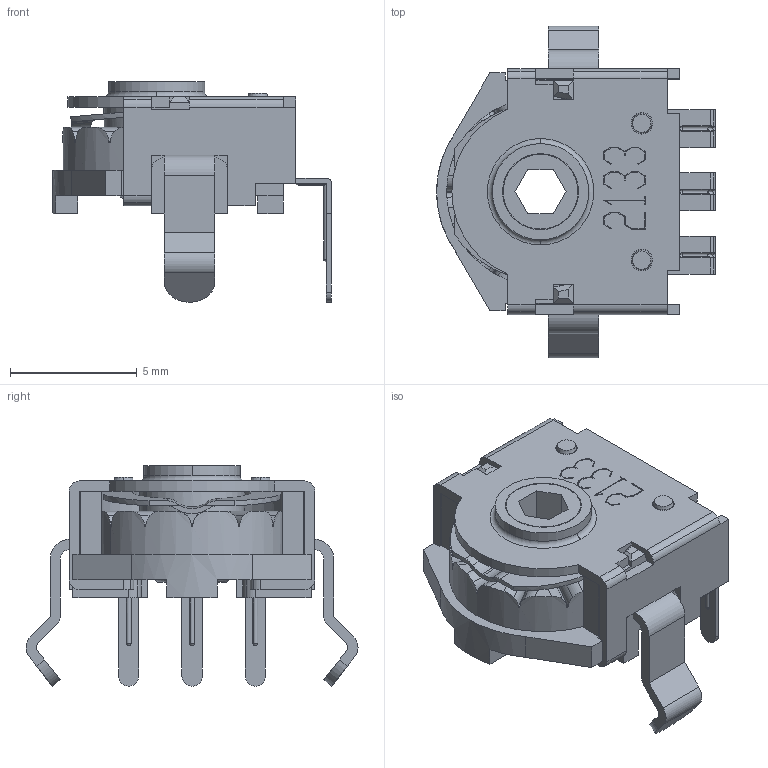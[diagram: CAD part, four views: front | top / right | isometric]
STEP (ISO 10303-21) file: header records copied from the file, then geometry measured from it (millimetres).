
FILE_DESCRIPTION (( 'STEP AP214' ), '1' );
FILE_NAME ('EN10HT1212N5HH3.STEP', '2024-08-22T13:08:53', ( '' ), ( '' ), 'SwSTEP 2.0', 'SolidWorks 2023', '' );
FILE_SCHEMA (( 'AUTOMOTIVE_DESIGN' ));
Length unit declared in the file: millimetre
Products named in the file (7): EN10HT1212N5HH3.stp; EN10HT1212N5HH3; EN10HT 5 Term.stp; EN10HT body.stp; EN10HT bracket.stp; EN10 Rotor 12D HH3.stp; EN10 clickplate.stp
Assembly tree (8 placements, depth 3):
  EN10HT1212N5HH3
    EN10HT1212N5HH3.stp
      EN10HT body.stp
      EN10 Rotor 12D HH3.stp
      EN10 clickplate.stp
      EN10HT bracket.stp
      EN10HT 5 Term.stp  x3
Bounding box: 11 x 13.1 x 8.7 mm (x, y, z)
Volume: 283.3 mm3; surface area: 971.9 mm2
Topology: 7 solids, 7 shells, 593 faces, 1709 edges, 1124 vertices
Faces by surface type: plane 322, cylinder 241, sphere 12, cone 6, torus 6, bspline 6
Entity records: 18773 total; most frequent: CARTESIAN_POINT 4935, ORIENTED_EDGE 3042, DIRECTION 2611, EDGE_CURVE 1521, VERTEX_POINT 1004, LINE 983, VECTOR 983, AXIS2_PLACEMENT_3D 814
